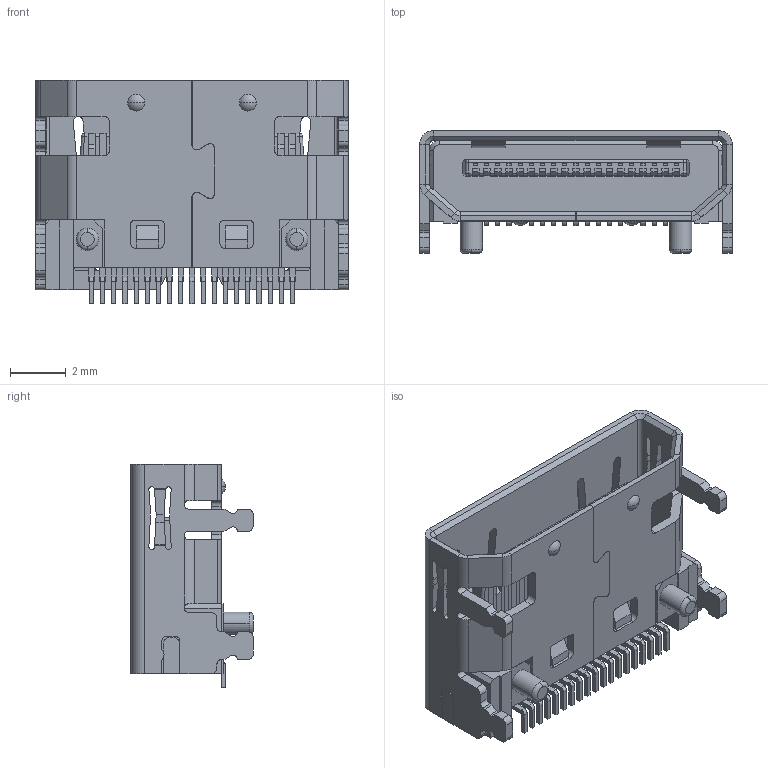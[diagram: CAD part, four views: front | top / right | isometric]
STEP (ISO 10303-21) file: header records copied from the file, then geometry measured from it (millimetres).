
FILE_DESCRIPTION (( 'STEP AP214' ), '1' );
FILE_NAME ('690-019-298-903.STEP', '2023-11-26T14:41:08', ( 'LENOVO' ), ( '' ), 'SwSTEP 2.0', 'SolidWorks 2021', '' );
FILE_SCHEMA (( 'AUTOMOTIVE_DESIGN' ));
Length unit declared in the file: millimetre
Products named in the file (1): 690-019-298-903
Bounding box: 11.2 x 4.39 x 8 mm (x, y, z)
Volume: 126.2 mm3; surface area: 745.9 mm2
Topology: 59 solids, 59 shells, 1223 faces, 3096 edges, 2006 vertices
Faces by surface type: plane 952, cylinder 251, cone 8, sphere 8, torus 4
Entity records: 37084 total; most frequent: CARTESIAN_POINT 6830, ORIENTED_EDGE 6184, DIRECTION 5918, EDGE_CURVE 3092, VECTOR 2542, LINE 2542, VERTEX_POINT 2006, AXIS2_PLACEMENT_3D 1688
